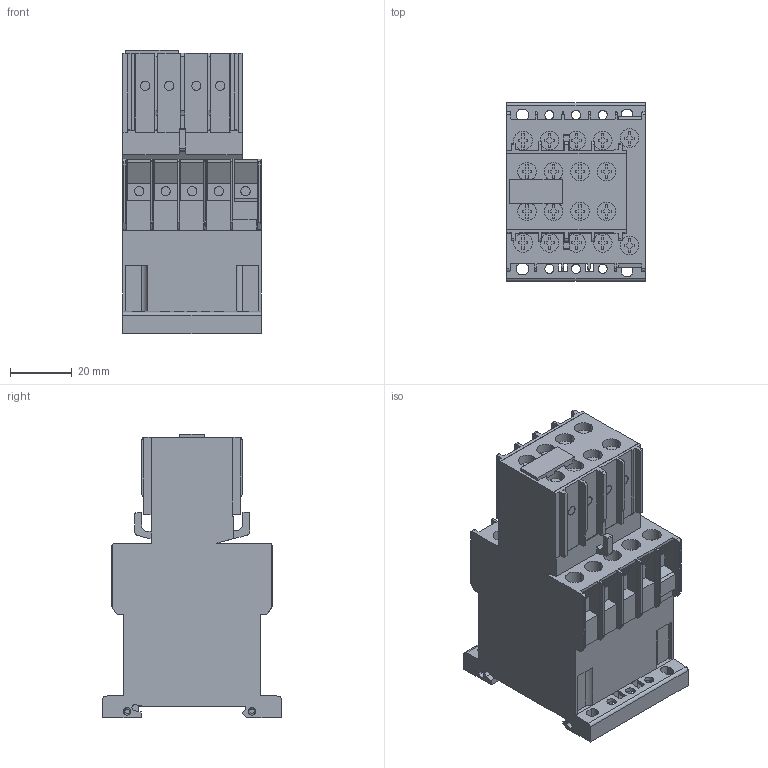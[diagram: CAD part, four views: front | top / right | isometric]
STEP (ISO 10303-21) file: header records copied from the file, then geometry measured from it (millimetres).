
FILE_DESCRIPTION(('STEP AP214'),'1');
FILE_NAME(' ',' ',('TraceParts'),('TraceParts S.A.'),'XStep 1.0',' ',' ');
FILE_SCHEMA(('automotive_design'));
Length unit declared in the file: millimetre
Products named in the file (1): 1
Bounding box: 45 x 58 x 92 mm (x, y, z)
Volume: 142768.3 mm3; surface area: 27864.6 mm2
Topology: 1 solids, 2 shells, 987 faces, 2787 edges, 1862 vertices
Faces by surface type: plane 809, cylinder 170, cone 8
Entity records: 63362 total; most frequent: CARTESIAN_POINT 6213, STYLED_ITEM 5636, PRESENTATION_STYLE_ASSIGNMENT 5636, COLOUR_RGB 5636, ORIENTED_EDGE 5574, DIRECTION 5105, EDGE_CURVE 2787, CURVE_STYLE 2787
